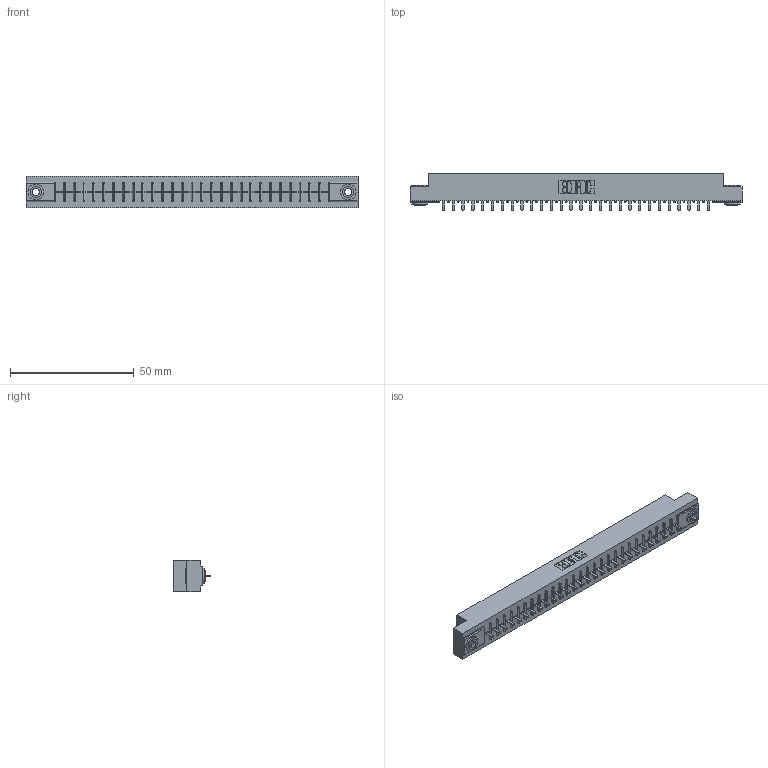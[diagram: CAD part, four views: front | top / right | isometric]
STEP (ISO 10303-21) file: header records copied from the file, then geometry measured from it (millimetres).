
FILE_DESCRIPTION (( 'STEP AP203' ), '1' );
FILE_NAME ('316-028-521-103.STEP', '2018-07-31T02:59:05', ( '' ), ( '' ), 'SwSTEP 2.0', 'SolidWorks 2016', '' );
FILE_SCHEMA (( 'CONFIG_CONTROL_DESIGN' ));
Length unit declared in the file: inch
Products named in the file (4): 306 Part_.156 Dia; 306-290-001_121; 345-250-002_345-250-002-102; 316-028-521-103
Assembly tree (31 placements, depth 2):
  316-028-521-103
    306 Part_.156 Dia
    306-290-001_121  x28
    345-250-002_345-250-002-102  x2
Bounding box: 133.96 x 14.88 x 12.7 mm (x, y, z)
Volume: 14656.5 mm3; surface area: 14932.5 mm2
Topology: 31 solids, 31 shells, 2128 faces, 5944 edges, 3808 vertices
Faces by surface type: plane 1408, cylinder 600, sphere 112, cone 8
Entity records: 28946 total; most frequent: CARTESIAN_POINT 4836, DIRECTION 4784, ORIENTED_EDGE 4784, EDGE_CURVE 2392, VECTOR 1856, LINE 1856, VERTEX_POINT 1516, AXIS2_PLACEMENT_3D 1464
